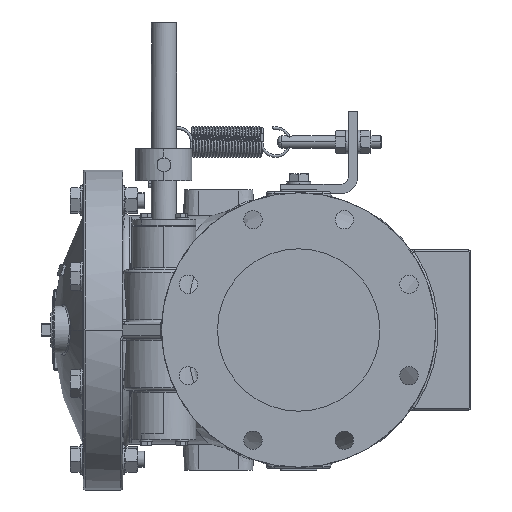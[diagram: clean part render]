
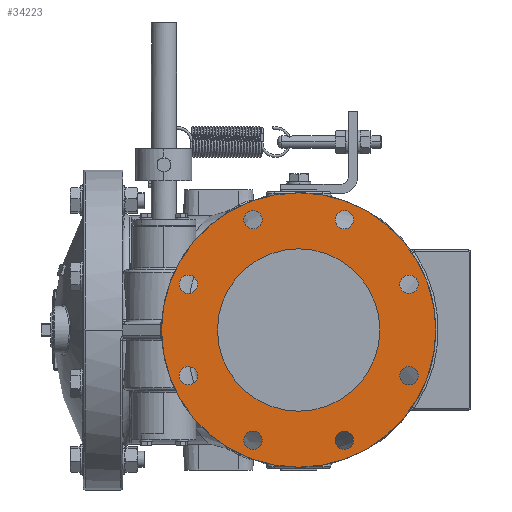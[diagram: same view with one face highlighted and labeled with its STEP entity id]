
A CAD part, left-side view. The second image highlights one B-rep face of the part: STEP entity #34223.
In plain terms, the highlighted planar face has unit normal (-1, 0, 0).
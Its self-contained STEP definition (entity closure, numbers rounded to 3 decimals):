
#2843=CARTESIAN_POINT('',(-9.744,0.,0.));
#2844=DIRECTION('',(1.,0.,0.));
#2845=DIRECTION('',(0.,-1.,0.));
#2846=AXIS2_PLACEMENT_3D('',#2843,#2844,#2845);
#2916=CARTESIAN_POINT('',(-9.744,-2.249,
-5.429));
#2917=DIRECTION('',(-1.,0.,0.));
#2918=DIRECTION('',(0.,-1.,0.));
#2919=AXIS2_PLACEMENT_3D('',#2916,#2917,#2918);
#2921=CARTESIAN_POINT('',(-9.744,-2.249,
-5.429));
#2922=DIRECTION('',(-1.,0.,0.));
#2923=DIRECTION('',(0.,1.,0.));
#2924=AXIS2_PLACEMENT_3D('',#2921,#2922,#2923);
#2926=CARTESIAN_POINT('',(-9.744,-5.429,
-2.249));
#2927=DIRECTION('',(-1.,0.,0.));
#2928=DIRECTION('',(0.,-0.707,0.707));
#2929=AXIS2_PLACEMENT_3D('',#2926,#2927,#2928);
#2931=CARTESIAN_POINT('',(-9.744,-5.429,
-2.249));
#2932=DIRECTION('',(-1.,0.,0.));
#2933=DIRECTION('',(0.,0.707,-0.707));
#2934=AXIS2_PLACEMENT_3D('',#2931,#2932,#2933);
#2936=CARTESIAN_POINT('',(-9.744,-5.429,
2.249));
#2937=DIRECTION('',(-1.,0.,0.));
#2938=DIRECTION('',(0.,0.,1.));
#2939=AXIS2_PLACEMENT_3D('',#2936,#2937,#2938);
#2941=CARTESIAN_POINT('',(-9.744,-5.429,
2.249));
#2942=DIRECTION('',(-1.,0.,0.));
#2943=DIRECTION('',(0.,0.,-1.));
#2944=AXIS2_PLACEMENT_3D('',#2941,#2942,#2943);
#2946=CARTESIAN_POINT('',(-9.744,-2.249,
5.429));
#2947=DIRECTION('',(-1.,0.,0.));
#2948=DIRECTION('',(0.,0.707,0.707));
#2949=AXIS2_PLACEMENT_3D('',#2946,#2947,#2948);
#2951=CARTESIAN_POINT('',(-9.744,-2.249,
5.429));
#2952=DIRECTION('',(-1.,0.,0.));
#2953=DIRECTION('',(0.,-0.707,-0.707));
#2954=AXIS2_PLACEMENT_3D('',#2951,#2952,#2953);
#2956=CARTESIAN_POINT('',(-9.744,2.249,5.429));
#2957=DIRECTION('',(-1.,0.,0.));
#2958=DIRECTION('',(0.,1.,0.));
#2959=AXIS2_PLACEMENT_3D('',#2956,#2957,#2958);
#2961=CARTESIAN_POINT('',(-9.744,2.249,5.429));
#2962=DIRECTION('',(-1.,0.,0.));
#2963=DIRECTION('',(0.,-1.,0.));
#2964=AXIS2_PLACEMENT_3D('',#2961,#2962,#2963);
#2966=CARTESIAN_POINT('',(-9.744,5.429,2.249));
#2967=DIRECTION('',(-1.,0.,0.));
#2968=DIRECTION('',(0.,0.707,-0.707));
#2969=AXIS2_PLACEMENT_3D('',#2966,#2967,#2968);
#2971=CARTESIAN_POINT('',(-9.744,5.429,2.249));
#2972=DIRECTION('',(-1.,0.,0.));
#2973=DIRECTION('',(0.,-0.707,0.707));
#2974=AXIS2_PLACEMENT_3D('',#2971,#2972,#2973);
#2976=CARTESIAN_POINT('',(-9.744,5.429,
-2.249));
#2977=DIRECTION('',(-1.,0.,0.));
#2978=DIRECTION('',(0.,0.,-1.));
#2979=AXIS2_PLACEMENT_3D('',#2976,#2977,#2978);
#2981=CARTESIAN_POINT('',(-9.744,5.429,
-2.249));
#2982=DIRECTION('',(-1.,0.,0.));
#2983=DIRECTION('',(0.,0.,1.));
#2984=AXIS2_PLACEMENT_3D('',#2981,#2982,#2983);
#2986=CARTESIAN_POINT('',(-9.744,2.249,
-5.429));
#2987=DIRECTION('',(-1.,0.,0.));
#2988=DIRECTION('',(0.,-0.707,-0.707));
#2989=AXIS2_PLACEMENT_3D('',#2986,#2987,#2988);
#2991=CARTESIAN_POINT('',(-9.744,2.249,
-5.429));
#2992=DIRECTION('',(-1.,0.,0.));
#2993=DIRECTION('',(0.,0.707,0.707));
#2994=AXIS2_PLACEMENT_3D('',#2991,#2992,#2993);
#2996=CARTESIAN_POINT('',(-9.744,0.,0.));
#2997=DIRECTION('',(1.,0.,0.));
#2998=DIRECTION('',(0.,1.,0.));
#2999=AXIS2_PLACEMENT_3D('',#2996,#2997,#2998);
#3253=CARTESIAN_POINT('',(-9.744,0.,0.));
#3254=DIRECTION('',(1.,0.,0.));
#3255=DIRECTION('',(0.,-1.,0.));
#3256=AXIS2_PLACEMENT_3D('',#3253,#3254,#3255);
#3267=CARTESIAN_POINT('',(-9.744,0.,0.));
#3268=DIRECTION('',(1.,0.,0.));
#3269=DIRECTION('',(0.,1.,0.));
#3270=AXIS2_PLACEMENT_3D('',#3267,#3268,#3269);
#28706=CARTESIAN_POINT('',(-9.744,-3.996,0.));
#28707=CARTESIAN_POINT('',(-9.744,3.996,0.));
#28708=VERTEX_POINT('',#28706);
#28709=VERTEX_POINT('',#28707);
#28710=CARTESIAN_POINT('',(-9.744,-6.752,0.));
#28711=CARTESIAN_POINT('',(-9.744,6.752,0.));
#28712=VERTEX_POINT('',#28710);
#28713=VERTEX_POINT('',#28711);
#28768=CARTESIAN_POINT('',(-9.744,-2.701,
-5.429));
#28769=CARTESIAN_POINT('',(-9.744,-1.796,
-5.429));
#28770=VERTEX_POINT('',#28768);
#28771=VERTEX_POINT('',#28769);
#28776=CARTESIAN_POINT('',(-9.744,-5.749,
-1.928));
#28777=CARTESIAN_POINT('',(-9.744,-5.109,
-2.569));
#28778=VERTEX_POINT('',#28776);
#28779=VERTEX_POINT('',#28777);
#28784=CARTESIAN_POINT('',(-9.744,-5.429,
2.701));
#28785=CARTESIAN_POINT('',(-9.744,-5.429,
1.796));
#28786=VERTEX_POINT('',#28784);
#28787=VERTEX_POINT('',#28785);
#28792=CARTESIAN_POINT('',(-9.744,-1.928,
5.749));
#28793=CARTESIAN_POINT('',(-9.744,-2.569,
5.109));
#28794=VERTEX_POINT('',#28792);
#28795=VERTEX_POINT('',#28793);
#29122=CARTESIAN_POINT('',(-9.744,2.701,
5.429));
#29123=CARTESIAN_POINT('',(-9.744,1.796,
5.429));
#29124=VERTEX_POINT('',#29122);
#29125=VERTEX_POINT('',#29123);
#29130=CARTESIAN_POINT('',(-9.744,5.749,
1.928));
#29131=CARTESIAN_POINT('',(-9.744,5.109,
2.569));
#29132=VERTEX_POINT('',#29130);
#29133=VERTEX_POINT('',#29131);
#29138=CARTESIAN_POINT('',(-9.744,5.429,
-2.701));
#29139=CARTESIAN_POINT('',(-9.744,5.429,
-1.796));
#29140=VERTEX_POINT('',#29138);
#29141=VERTEX_POINT('',#29139);
#29146=CARTESIAN_POINT('',(-9.744,1.928,
-5.749));
#29147=CARTESIAN_POINT('',(-9.744,2.569,
-5.109));
#29148=VERTEX_POINT('',#29146);
#29149=VERTEX_POINT('',#29147);
#34159=CARTESIAN_POINT('',(-9.744,0.,0.));
#34160=DIRECTION('',(1.,0.,0.));
#34161=DIRECTION('',(0.,-1.,0.));
#34162=AXIS2_PLACEMENT_3D('',#34159,#34160,#34161);
#34163=PLANE('',#34162);
#34164=ORIENTED_EDGE('',*,*,#34132,.T.);
#34166=ORIENTED_EDGE('',*,*,#34165,.T.);
#34167=EDGE_LOOP('',(#34164,#34166));
#34168=FACE_OUTER_BOUND('',#34167,.F.);
#34170=ORIENTED_EDGE('',*,*,#34169,.F.);
#34172=ORIENTED_EDGE('',*,*,#34171,.F.);
#34173=EDGE_LOOP('',(#34170,#34172));
#34174=FACE_BOUND('',#34173,.F.);
#34176=ORIENTED_EDGE('',*,*,#34175,.T.);
#34178=ORIENTED_EDGE('',*,*,#34177,.T.);
#34179=EDGE_LOOP('',(#34176,#34178));
#34180=FACE_BOUND('',#34179,.F.);
#34182=ORIENTED_EDGE('',*,*,#34181,.T.);
#34184=ORIENTED_EDGE('',*,*,#34183,.T.);
#34185=EDGE_LOOP('',(#34182,#34184));
#34186=FACE_BOUND('',#34185,.F.);
#34188=ORIENTED_EDGE('',*,*,#34187,.T.);
#34190=ORIENTED_EDGE('',*,*,#34189,.T.);
#34191=EDGE_LOOP('',(#34188,#34190));
#34192=FACE_BOUND('',#34191,.F.);
#34194=ORIENTED_EDGE('',*,*,#34193,.T.);
#34196=ORIENTED_EDGE('',*,*,#34195,.T.);
#34197=EDGE_LOOP('',(#34194,#34196));
#34198=FACE_BOUND('',#34197,.F.);
#34200=ORIENTED_EDGE('',*,*,#34199,.T.);
#34202=ORIENTED_EDGE('',*,*,#34201,.T.);
#34203=EDGE_LOOP('',(#34200,#34202));
#34204=FACE_BOUND('',#34203,.F.);
#34206=ORIENTED_EDGE('',*,*,#34205,.T.);
#34208=ORIENTED_EDGE('',*,*,#34207,.T.);
#34209=EDGE_LOOP('',(#34206,#34208));
#34210=FACE_BOUND('',#34209,.F.);
#34212=ORIENTED_EDGE('',*,*,#34211,.T.);
#34214=ORIENTED_EDGE('',*,*,#34213,.T.);
#34215=EDGE_LOOP('',(#34212,#34214));
#34216=FACE_BOUND('',#34215,.F.);
#34218=ORIENTED_EDGE('',*,*,#34217,.T.);
#34220=ORIENTED_EDGE('',*,*,#34219,.T.);
#34221=EDGE_LOOP('',(#34218,#34220));
#34222=FACE_BOUND('',#34221,.F.);
#2847=CIRCLE('',#2846,6.752);
#2920=CIRCLE('',#2919,0.453);
#2925=CIRCLE('',#2924,0.453);
#2930=CIRCLE('',#2929,0.453);
#2935=CIRCLE('',#2934,0.453);
#2940=CIRCLE('',#2939,0.453);
#2945=CIRCLE('',#2944,0.453);
#2950=CIRCLE('',#2949,0.453);
#2955=CIRCLE('',#2954,0.453);
#2960=CIRCLE('',#2959,0.453);
#2965=CIRCLE('',#2964,0.453);
#2970=CIRCLE('',#2969,0.453);
#2975=CIRCLE('',#2974,0.453);
#2980=CIRCLE('',#2979,0.453);
#2985=CIRCLE('',#2984,0.453);
#2990=CIRCLE('',#2989,0.453);
#2995=CIRCLE('',#2994,0.453);
#3000=CIRCLE('',#2999,6.752);
#3257=CIRCLE('',#3256,3.996);
#3271=CIRCLE('',#3270,3.996);
#34132=EDGE_CURVE('',#28712,#28713,#2847,.T.);
#34165=EDGE_CURVE('',#28713,#28712,#3000,.T.);
#34169=EDGE_CURVE('',#28708,#28709,#3257,.T.);
#34171=EDGE_CURVE('',#28709,#28708,#3271,.T.);
#34175=EDGE_CURVE('',#28770,#28771,#2920,.T.);
#34177=EDGE_CURVE('',#28771,#28770,#2925,.T.);
#34181=EDGE_CURVE('',#28778,#28779,#2930,.T.);
#34183=EDGE_CURVE('',#28779,#28778,#2935,.T.);
#34187=EDGE_CURVE('',#28786,#28787,#2940,.T.);
#34189=EDGE_CURVE('',#28787,#28786,#2945,.T.);
#34193=EDGE_CURVE('',#28794,#28795,#2950,.T.);
#34195=EDGE_CURVE('',#28795,#28794,#2955,.T.);
#34199=EDGE_CURVE('',#29124,#29125,#2960,.T.);
#34201=EDGE_CURVE('',#29125,#29124,#2965,.T.);
#34205=EDGE_CURVE('',#29132,#29133,#2970,.T.);
#34207=EDGE_CURVE('',#29133,#29132,#2975,.T.);
#34211=EDGE_CURVE('',#29140,#29141,#2980,.T.);
#34213=EDGE_CURVE('',#29141,#29140,#2985,.T.);
#34217=EDGE_CURVE('',#29148,#29149,#2990,.T.);
#34219=EDGE_CURVE('',#29149,#29148,#2995,.T.);
#34223=ADVANCED_FACE('',(#34168,#34174,#34180,#34186,#34192,#34198,#34204,
#34210,#34216,#34222),#34163,.F.);
